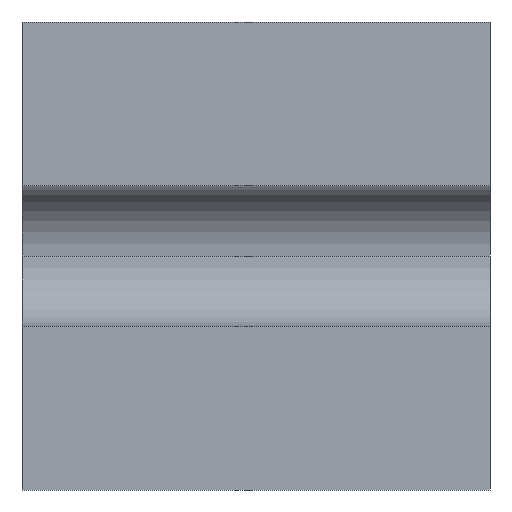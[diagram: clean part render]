
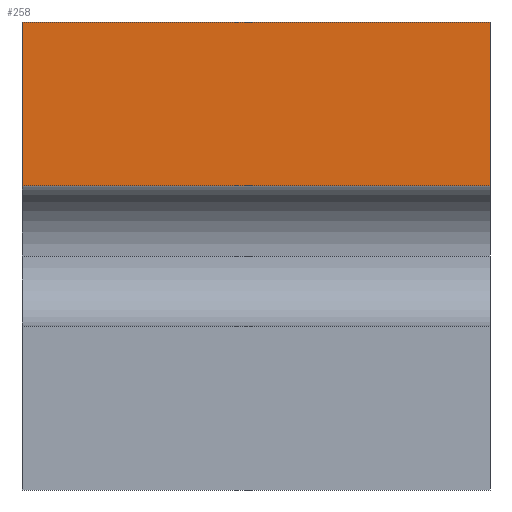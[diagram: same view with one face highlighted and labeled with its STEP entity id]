
A CAD part, front view. The second image highlights one B-rep face of the part: STEP entity #258.
In plain terms, the highlighted planar face has unit normal (0, -1, 0).
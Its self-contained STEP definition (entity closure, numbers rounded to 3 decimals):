
#231=AXIS2_PLACEMENT_3D('Plane Axis2P3D',#228,#229,#230) ;
#76=CARTESIAN_POINT('Line Origine',(15.,-65.,9.75)) ;
#80=CARTESIAN_POINT('Vertex',(15.,-65.,15.)) ;
#82=CARTESIAN_POINT('Vertex',(15.,-65.,4.5)) ;
#228=CARTESIAN_POINT('Axis2P3D Location',(0.,-65.,15.)) ;
#233=CARTESIAN_POINT('Line Origine',(0.,-65.,15.)) ;
#237=CARTESIAN_POINT('Vertex',(-15.,-65.,15.)) ;
#240=CARTESIAN_POINT('Line Origine',(-15.,-65.,9.75)) ;
#244=CARTESIAN_POINT('Vertex',(-15.,-65.,4.5)) ;
#247=CARTESIAN_POINT('Line Origine',(0.,-65.,4.5)) ;
#77=DIRECTION('Vector Direction',(0.,0.,-1.)) ;
#229=DIRECTION('Axis2P3D Direction',(0.,-1.,0.)) ;
#230=DIRECTION('Axis2P3D XDirection',(0.,0.,-1.)) ;
#234=DIRECTION('Vector Direction',(1.,0.,0.)) ;
#241=DIRECTION('Vector Direction',(0.,0.,-1.)) ;
#248=DIRECTION('Vector Direction',(1.,0.,0.)) ;
#78=VECTOR('Line Direction',#77,1.) ;
#235=VECTOR('Line Direction',#234,1.) ;
#242=VECTOR('Line Direction',#241,1.) ;
#249=VECTOR('Line Direction',#248,1.) ;
#253=ORIENTED_EDGE('',*,*,#239,.F.) ;
#254=ORIENTED_EDGE('',*,*,#246,.T.) ;
#255=ORIENTED_EDGE('',*,*,#251,.T.) ;
#256=ORIENTED_EDGE('',*,*,#84,.F.) ;
#258=ADVANCED_FACE('Body.2',(#257),#232,.T.) ;
#84=EDGE_CURVE('',#81,#83,#79,.T.) ;
#239=EDGE_CURVE('',#238,#81,#236,.T.) ;
#246=EDGE_CURVE('',#238,#245,#243,.T.) ;
#251=EDGE_CURVE('',#245,#83,#250,.T.) ;
#252=EDGE_LOOP('',(#253,#254,#255,#256)) ;
#257=FACE_OUTER_BOUND('',#252,.T.) ;
#79=LINE('Line',#76,#78) ;
#236=LINE('Line',#233,#235) ;
#243=LINE('Line',#240,#242) ;
#250=LINE('Line',#247,#249) ;
#232=PLANE('',#231) ;
#81=VERTEX_POINT('',#80) ;
#83=VERTEX_POINT('',#82) ;
#238=VERTEX_POINT('',#237) ;
#245=VERTEX_POINT('',#244) ;
